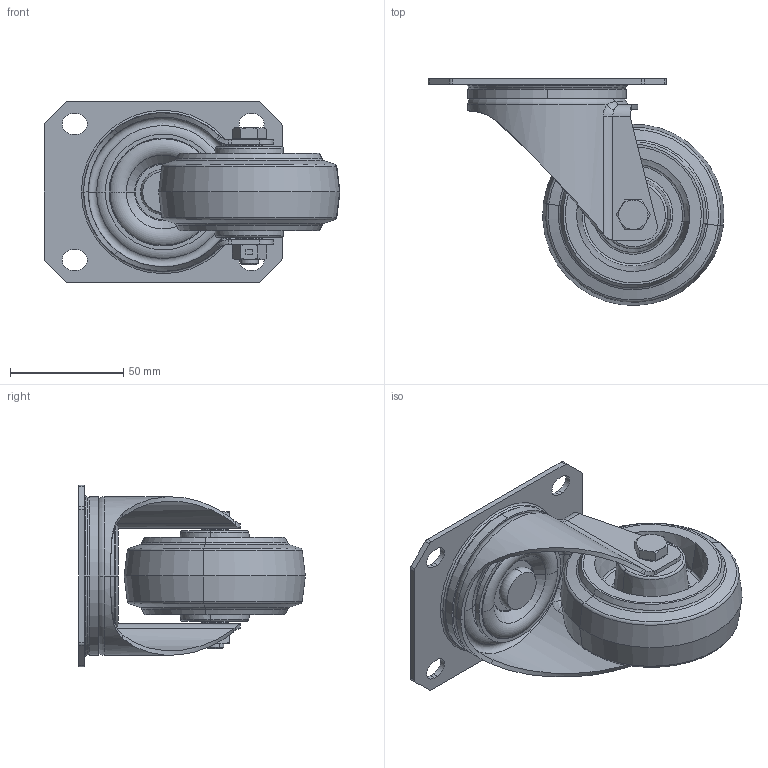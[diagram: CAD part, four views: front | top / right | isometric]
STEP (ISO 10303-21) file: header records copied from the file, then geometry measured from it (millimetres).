
FILE_DESCRIPTION (( 'STEP AP214' ), '1' );
FILE_NAME ('0055653.step', '2023-07-26T12:32:06', ( '' ), ( '' ), 'SwSTEP 2.0', 'SolidWorks 2020', '' );
FILE_SCHEMA (( 'AUTOMOTIVE_DESIGN' ));
Length unit declared in the file: millimetre
Products named in the file (1): 0055653
Bounding box: 130.45 x 99.95 x 80 mm (x, y, z)
Volume: 180258.8 mm3; surface area: 89228.3 mm2
Topology: 8 solids, 8 shells, 341 faces, 753 edges, 448 vertices
Faces by surface type: plane 92, torus 88, cylinder 73, cone 68, bspline 20
Entity records: 15008 total; most frequent: CARTESIAN_POINT 3570, DIRECTION 1691, ORIENTED_EDGE 1506, EDGE_CURVE 753, AXIS2_PLACEMENT_3D 726, VERTEX_POINT 448, CIRCLE 404, EDGE_LOOP 385
